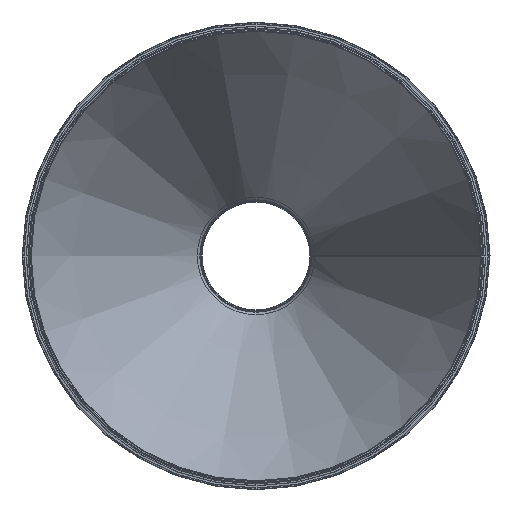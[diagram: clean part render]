
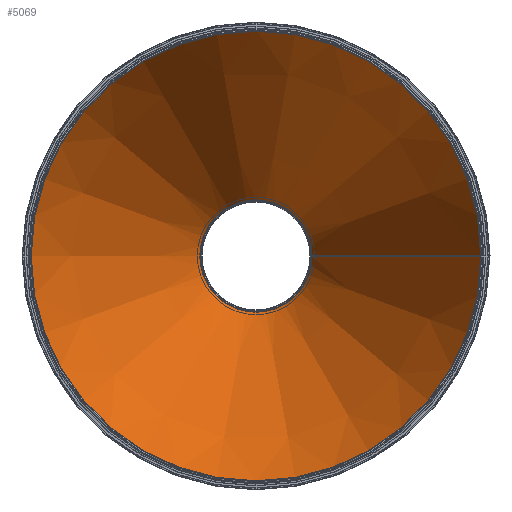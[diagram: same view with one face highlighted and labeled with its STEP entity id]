
A CAD part, front view. The second image highlights one B-rep face of the part: STEP entity #5069.
In plain terms, the highlighted conical face has half-angle 27.157 degrees and reference radius 248.709 mm.
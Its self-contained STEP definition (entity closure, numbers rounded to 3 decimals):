
#4564=CARTESIAN_POINT('',(61.057,372.197,0.0));
#4565=VERTEX_POINT('',#4564);
#4597=CARTESIAN_POINT('',(61.057,372.197,-0.001));
#4598=VERTEX_POINT('',#4597);
#4638=CARTESIAN_POINT('',(248.709,6.384,0.0));
#4639=VERTEX_POINT('',#4638);
#4646=CARTESIAN_POINT('',(61.057,372.197,0.0));
#4647=DIRECTION('',(0.456,-0.89,0.0));
#4648=VECTOR('',#4647,411.135);
#4649=LINE('',#4646,#4648);
#4650=EDGE_CURVE('',#4565,#4639,#4649,.T.);
#4661=CARTESIAN_POINT('',(248.709,6.384,-0.004));
#4662=VERTEX_POINT('',#4661);
#4663=CARTESIAN_POINT('',(248.709,6.384,-0.004));
#4664=DIRECTION('',(-0.456,0.89,0.));
#4665=VECTOR('',#4664,411.135);
#4666=LINE('',#4663,#4665);
#4667=EDGE_CURVE('',#4662,#4598,#4666,.T.);
#5040=CARTESIAN_POINT('',(0.,6.384,0.0));
#5041=DIRECTION('',(0.0,-1.0,0.0));
#5042=DIRECTION('',(1.0,0.0,0.0));
#5043=AXIS2_PLACEMENT_3D('',#5040,#5041,#5042);
#5044=CIRCLE('',#5043,248.709);
#5045=EDGE_CURVE('',#4639,#4662,#5044,.T.);
#5052=CARTESIAN_POINT('',(0.,6.384,0.0));
#5053=DIRECTION('',(0.,-1.0,0.0));
#5054=DIRECTION('',(1.,0.,0.));
#5055=AXIS2_PLACEMENT_3D('',#5052,#5053,#5054);
#5056=CONICAL_SURFACE('',#5055,248.709,27.157);
#5057=ORIENTED_EDGE('',*,*,#4667,.T.);
#5058=CARTESIAN_POINT('',(0.,372.197,0.0));
#5059=DIRECTION('',(0.0,-1.0,0.0));
#5060=DIRECTION('',(1.0,0.0,0.0));
#5061=AXIS2_PLACEMENT_3D('',#5058,#5059,#5060);
#5062=CIRCLE('',#5061,61.057);
#5063=EDGE_CURVE('',#4565,#4598,#5062,.T.);
#5064=ORIENTED_EDGE('',*,*,#5063,.F.);
#5065=ORIENTED_EDGE('',*,*,#4650,.T.);
#5066=ORIENTED_EDGE('',*,*,#5045,.T.);
#5067=EDGE_LOOP('',(#5057,#5064,#5065,#5066));
#5068=FACE_OUTER_BOUND('',#5067,.T.);
#5069=ADVANCED_FACE('',(#5068),#5056,.F.);
